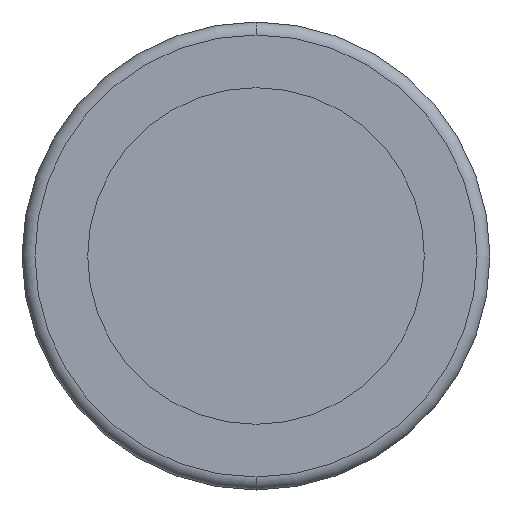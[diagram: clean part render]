
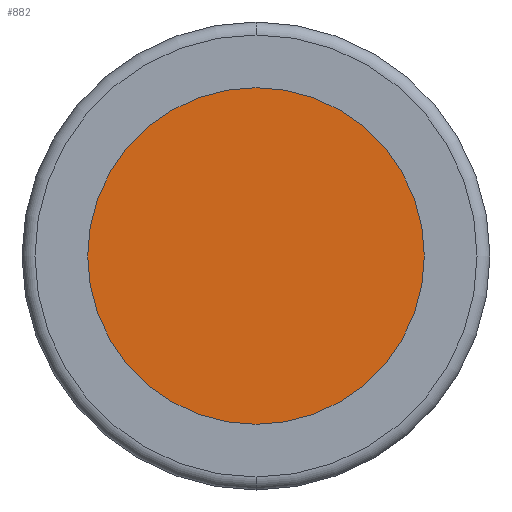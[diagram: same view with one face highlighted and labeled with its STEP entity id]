
A CAD part, front view. The second image highlights one B-rep face of the part: STEP entity #882.
In plain terms, the highlighted planar face has unit normal (0, -1, 0).
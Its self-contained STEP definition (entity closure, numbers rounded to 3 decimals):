
#43 = CARTESIAN_POINT ( 'NONE',  ( 0., 1.25, 0. ) ) ;
#64 = CARTESIAN_POINT ( 'NONE',  ( 0., 1.25, 6.5 ) ) ;
#115 = PLANE ( 'NONE',  #891 ) ;
#225 = AXIS2_PLACEMENT_3D ( 'NONE', #451, #348, #1148 ) ;
#232 = DIRECTION ( 'NONE',  ( 0., 0., -1. ) ) ;
#348 = DIRECTION ( 'NONE',  ( 0., -1., 0. ) ) ;
#424 = EDGE_CURVE ( 'NONE', #670, #484, #594, .T. ) ;
#439 = CARTESIAN_POINT ( 'NONE',  ( 0., 1.25, -6.5 ) ) ;
#451 = CARTESIAN_POINT ( 'NONE',  ( 0., 1.25, 0. ) ) ;
#484 = VERTEX_POINT ( 'NONE', #439 ) ;
#485 = DIRECTION ( 'NONE',  ( 0., -1., 0. ) ) ;
#540 = DIRECTION ( 'NONE',  ( 0., 0., -1. ) ) ;
#558 = CIRCLE ( 'NONE', #225, 6.5 ) ;
#594 = CIRCLE ( 'NONE', #848, 6.5 ) ;
#597 = ORIENTED_EDGE ( 'NONE', *, *, #424, .T. ) ;
#633 = FACE_OUTER_BOUND ( 'NONE', #892, .T. ) ;
#670 = VERTEX_POINT ( 'NONE', #64 ) ;
#676 = ORIENTED_EDGE ( 'NONE', *, *, #1207, .T. ) ;
#848 = AXIS2_PLACEMENT_3D ( 'NONE', #883, #924, #540 ) ;
#882 = ADVANCED_FACE ( 'NONE', ( #633 ), #115, .T. ) ;
#883 = CARTESIAN_POINT ( 'NONE',  ( 0., 1.25, 0. ) ) ;
#891 = AXIS2_PLACEMENT_3D ( 'NONE', #43, #485, #232 ) ;
#892 = EDGE_LOOP ( 'NONE', ( #676, #597 ) ) ;
#924 = DIRECTION ( 'NONE',  ( 0., -1., 0. ) ) ;
#1148 = DIRECTION ( 'NONE',  ( 0., 0., -1. ) ) ;
#1207 = EDGE_CURVE ( 'NONE', #484, #670, #558, .T. ) ;
